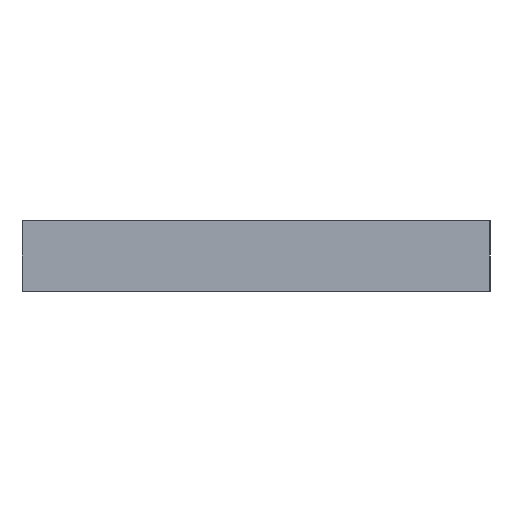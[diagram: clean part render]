
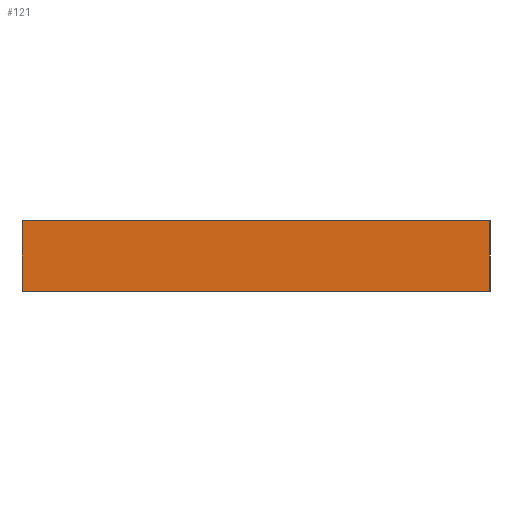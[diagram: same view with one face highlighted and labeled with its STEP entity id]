
A CAD part, left-side view. The second image highlights one B-rep face of the part: STEP entity #121.
In plain terms, the highlighted planar face has unit normal (-1, 0, 0).
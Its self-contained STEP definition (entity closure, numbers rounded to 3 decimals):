
#15=LINE('',#179,#27);
#16=LINE('',#181,#28);
#17=LINE('',#183,#29);
#18=LINE('',#184,#30);
#27=VECTOR('',#148,10.);
#28=VECTOR('',#149,10.);
#29=VECTOR('',#150,10.);
#30=VECTOR('',#151,10.);
#39=PLANE('',#132);
#49=FACE_OUTER_BOUND('',#57,.T.);
#57=EDGE_LOOP('',(#93,#94,#95,#96));
#69=VERTEX_POINT('',#177);
#70=VERTEX_POINT('',#178);
#71=VERTEX_POINT('',#180);
#72=VERTEX_POINT('',#182);
#79=EDGE_CURVE('',#69,#70,#15,.T.);
#80=EDGE_CURVE('',#69,#71,#16,.T.);
#81=EDGE_CURVE('',#72,#71,#17,.T.);
#82=EDGE_CURVE('',#70,#72,#18,.T.);
#93=ORIENTED_EDGE('',*,*,#79,.F.);
#94=ORIENTED_EDGE('',*,*,#80,.T.);
#95=ORIENTED_EDGE('',*,*,#81,.F.);
#96=ORIENTED_EDGE('',*,*,#82,.F.);
#121=ADVANCED_FACE('',(#49),#39,.T.);
#132=AXIS2_PLACEMENT_3D('',#176,#146,#147);
#146=DIRECTION('center_axis',(-1.,0.,0.));
#147=DIRECTION('ref_axis',(0.,-1.,0.));
#148=DIRECTION('',(0.,1.,0.));
#149=DIRECTION('',(0.,0.,1.));
#150=DIRECTION('',(0.,-1.,0.));
#151=DIRECTION('',(0.,0.,1.));
#176=CARTESIAN_POINT('Origin',(-75.,10.,0.));
#177=CARTESIAN_POINT('',(-75.,0.,0.));
#178=CARTESIAN_POINT('',(-75.,10.,0.));
#179=CARTESIAN_POINT('',(-75.,0.,0.));
#180=CARTESIAN_POINT('',(-75.,0.,1.5));
#181=CARTESIAN_POINT('',(-75.,0.,0.));
#182=CARTESIAN_POINT('',(-75.,10.,1.5));
#183=CARTESIAN_POINT('',(-75.,0.,1.5));
#184=CARTESIAN_POINT('',(-75.,10.,0.));
